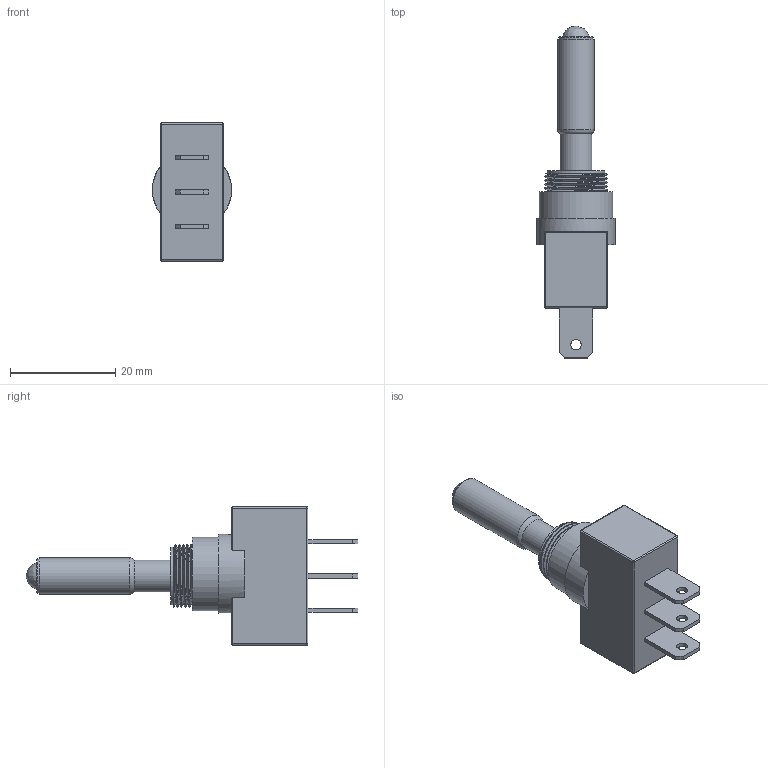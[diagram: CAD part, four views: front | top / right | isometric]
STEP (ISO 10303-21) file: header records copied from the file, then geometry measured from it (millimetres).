
FILE_DESCRIPTION(/* description */ ('','CAx-IF Rec.Pracs.---Representation and Presentation of Product Manufacturing Information (PMI)---4.0---2014-10-13'),/* implementation_level */ '2;1');
FILE_NAME(/* name */ 'ASW-15D-R(GREEN).STEP',/* time_stamp */ '2020-02-08T17:21:25+03:00',/* author */ ('Andre'),/* organization */ (''),/* preprocessor_version */ 'ST-DEVELOPER v18',/* originating_system */ 'Autodesk Inventor 2020',/* authorisation */ '');
FILE_SCHEMA (('AP242_MANAGED_MODEL_BASED_3D_ENGINEERING_MIM_LF { 1 0 10303 442 1 1 4 }'));
Length unit declared in the file: millimetre
Products named in the file (1): Тумблер1
Bounding box: 15 x 63 x 26.2 mm (x, y, z)
Volume: 7287.8 mm3; surface area: 3571.4 mm2
Topology: 2 solids, 2 shells, 87 faces, 261 edges, 226 vertices
Faces by surface type: plane 39, cylinder 31, sphere 8, bspline 7, torus 2
Full cylindrical faces by diameter (mm): 2 x3, 6 x1, 6.5 x1, 7 x1, 10.888 x2, 11 x1, 12 x4, 14 x1, 15 x1
Entity records: 5830 total; most frequent: CARTESIAN_POINT 3312, DIRECTION 472, ORIENTED_EDGE 424, EDGE_CURVE 212, AXIS2_PLACEMENT_3D 184, VERTEX_POINT 138, STYLED_ITEM 135, LINE 104
